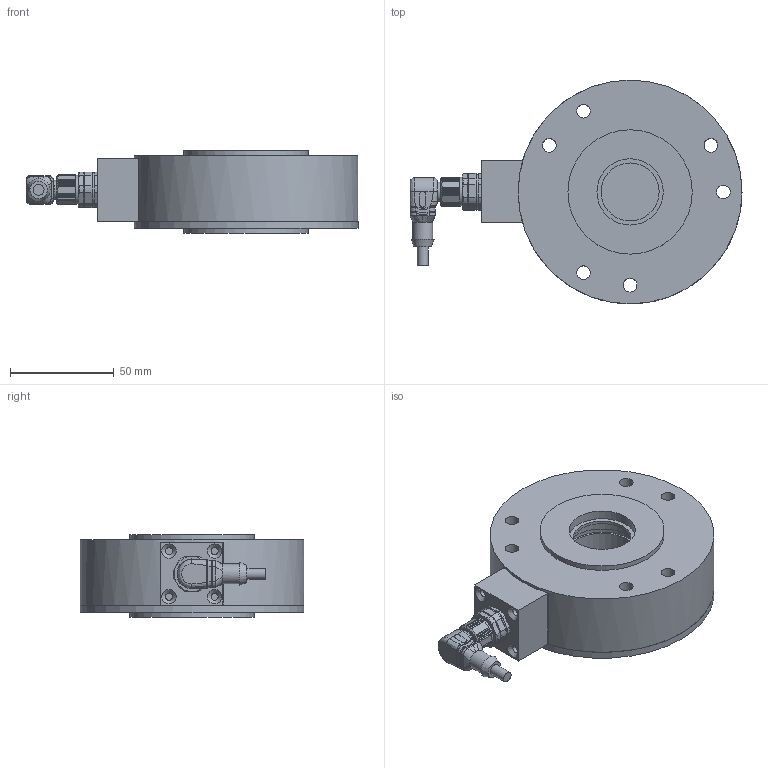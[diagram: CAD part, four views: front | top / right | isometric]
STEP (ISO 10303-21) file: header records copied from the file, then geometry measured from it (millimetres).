
FILE_DESCRIPTION (( 'STEP AP203' ), '1' );
FILE_NAME ('a_BZA1-20-100N...1000N-S2.STEP', '2024-12-16T15:34:41', ( '' ), ( '' ), 'SwSTEP 2.0', 'SolidWorks 2023', '' );
FILE_SCHEMA (( 'CONFIG_CONTROL_DESIGN' ));
Length unit declared in the file: millimetre
Products named in the file (9): a_BZA1-20-100N...1000N-S2; Anschlusskästchen mit M16; Option S2_mit Abgleichkästchen; K00330Z (für Angebotszeichnung); X02295Z1 Kabelbuchse gewinkelt M12 (HoTec); K01536Z3; K01611Z (für Angebotszeichnung); k01602Z (für Angebotszeichnung); X02163Z1 Einschraubstecker M16x1,5 EC-FSD4-0,5_16 8027469(2)
Assembly tree (8 placements, depth 3):
  a_BZA1-20-100N...1000N-S2
    k01602Z (für Angebotszeichnung)
    K01611Z (für Angebotszeichnung)
    K00330Z (für Angebotszeichnung)
    Anschlusskästchen mit M16
      K01536Z3
    Option S2_mit Abgleichkästchen
      X02295Z1 Kabelbuchse gewinkelt M12 (HoTec)
      X02163Z1 Einschraubstecker M16x1,5 EC-FSD4-0,5_16 8027469(2)
Bounding box: 160.2 x 108 x 40 mm (x, y, z)
Volume: 308371.9 mm3; surface area: 89506.1 mm2
Topology: 6 solids, 11 shells, 724 faces, 1899 edges, 1231 vertices
Faces by surface type: plane 384, cylinder 199, cone 75, bspline 63, torus 3
Full cylindrical faces by diameter (mm): 1 x8, 1.1 x4, 1.15 x4, 1.2 x1, 1.5 x4, 1.55 x8, 1.6 x8, 1.85 x4, 3.4 x4, 5.2 x1, 6.6 x12, 7.65 x1, 8.375 x1, 8.42 x1, 9.22 x1, 9.3 x1, 9.6 x1, 9.7 x1, 9.95 x1, 10.4 x1, 10.8 x1, 11 x1, 12 x1, 13.5 x2, 14 x1, 14.5 x1, 16 x1, 16.7 x1, 24 x1, 28 x1
Entity records: 25395 total; most frequent: CARTESIAN_POINT 8000, ORIENTED_EDGE 3386, DIRECTION 3165, EDGE_CURVE 1693, VERTEX_POINT 1163, AXIS2_PLACEMENT_3D 1153, EDGE_LOOP 952, VECTOR 859
